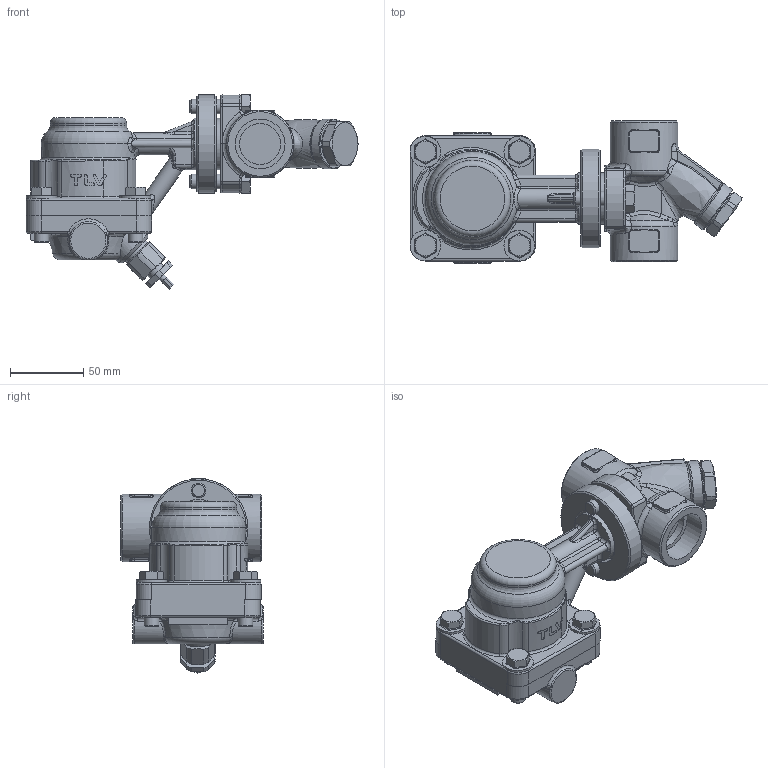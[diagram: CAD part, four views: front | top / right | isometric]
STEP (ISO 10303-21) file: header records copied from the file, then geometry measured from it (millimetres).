
FILE_DESCRIPTION(/* description */ (''),/* implementation_level */ '2;1');
FILE_NAME(/* name */ 'fsnlz-025-sw000-02.stp',/* time_stamp */ '2018-09-18T09:06:10+09:00',/* author */ ('nakaot'),/* organization */ (''),/* preprocessor_version */ 'ST-DEVELOPER v15.6',/* originating_system */ 'Autodesk Inventor 2015',/* authorisation */ '');
FILE_SCHEMA (('CONFIG_CONTROL_DESIGN'));
Length unit declared in the file: centimetre
Products named in the file (1): fsnlz-025-sw000-02
Bounding box: 226.12 x 97 x 132.46 mm (x, y, z)
Volume: 663367.8 mm3; surface area: 100244.1 mm2
Topology: 1 solids, 7 shells, 792 faces, 1877 edges, 1105 vertices
Faces by surface type: cylinder 238, plane 234, bspline 146, torus 91, cone 69, sphere 14
Full cylindrical faces by diameter (mm): 4 x2, 4.6 x1, 6 x1, 7 x1, 10 x9, 10.5 x2, 11 x4, 12 x1, 12.6 x1, 14.5 x1, 16 x1, 20 x1, 21 x4, 24 x2, 24.2 x1, 25 x2, 28 x3, 29 x1, 30.9 x1, 33.6 x1, 33.8 x1, 33.9 x2, 34 x1, 35 x3, 35.5 x1, 35.6 x1, 39 x1, 46 x2, 52 x1, 67 x1
Entity records: 27339 total; most frequent: CARTESIAN_POINT 10312, ORIENTED_EDGE 3456, DIRECTION 3380, EDGE_CURVE 1728, AXIS2_PLACEMENT_3D 1436, VERTEX_POINT 1067, EDGE_LOOP 927, FACE_OUTER_BOUND 791
